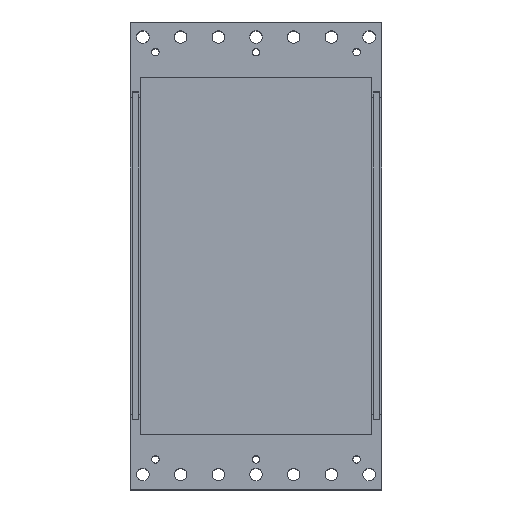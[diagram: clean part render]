
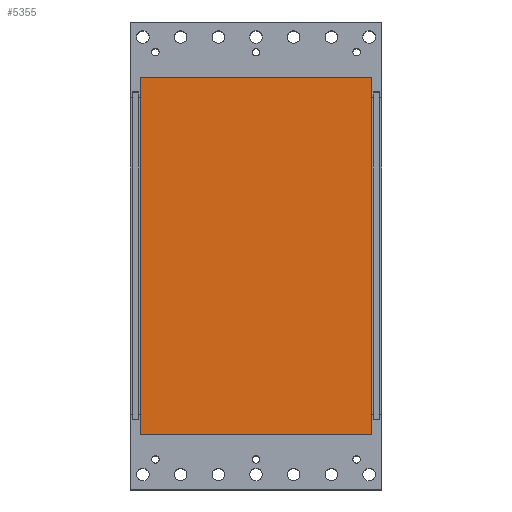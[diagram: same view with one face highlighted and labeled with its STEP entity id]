
A CAD part, top view. The second image highlights one B-rep face of the part: STEP entity #5355.
In plain terms, the highlighted planar face has unit normal (0, 0, 1).
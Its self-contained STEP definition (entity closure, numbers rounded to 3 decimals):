
#4324 = VERTEX_POINT('',#4325);
#4325 = CARTESIAN_POINT('',(-46.,71.,4.));
#4404 = VERTEX_POINT('',#4405);
#4405 = CARTESIAN_POINT('',(-46.,-71.,4.));
#4411 = EDGE_CURVE('',#4324,#4404,#4412,.T.);
#4412 = LINE('',#4413,#4414);
#4413 = CARTESIAN_POINT('',(-46.,71.,4.));
#4414 = VECTOR('',#4415,1.);
#4415 = DIRECTION('',(0.,-1.,0.));
#4586 = VERTEX_POINT('',#4587);
#4587 = CARTESIAN_POINT('',(46.,-71.,4.));
#4659 = VERTEX_POINT('',#4660);
#4660 = CARTESIAN_POINT('',(46.,71.,4.));
#4666 = EDGE_CURVE('',#4586,#4659,#4667,.T.);
#4667 = LINE('',#4668,#4669);
#4668 = CARTESIAN_POINT('',(46.,-71.,4.));
#4669 = VECTOR('',#4670,1.);
#4670 = DIRECTION('',(0.,1.,0.));
#5253 = EDGE_CURVE('',#4659,#4324,#5254,.T.);
#5254 = LINE('',#5255,#5256);
#5255 = CARTESIAN_POINT('',(46.,71.,4.));
#5256 = VECTOR('',#5257,1.);
#5257 = DIRECTION('',(-1.,0.,0.));
#5345 = EDGE_CURVE('',#4404,#4586,#5346,.T.);
#5346 = LINE('',#5347,#5348);
#5347 = CARTESIAN_POINT('',(-46.,-71.,4.));
#5348 = VECTOR('',#5349,1.);
#5349 = DIRECTION('',(1.,0.,0.));
#5355 = ADVANCED_FACE('',(#5356),#5362,.T.);
#5356 = FACE_BOUND('',#5357,.T.);
#5357 = EDGE_LOOP('',(#5358,#5359,#5360,#5361));
#5358 = ORIENTED_EDGE('',*,*,#4411,.T.);
#5359 = ORIENTED_EDGE('',*,*,#5345,.T.);
#5360 = ORIENTED_EDGE('',*,*,#4666,.T.);
#5361 = ORIENTED_EDGE('',*,*,#5253,.T.);
#5362 = PLANE('',#5363);
#5363 = AXIS2_PLACEMENT_3D('',#5364,#5365,#5366);
#5364 = CARTESIAN_POINT('',(0.,0.,4.));
#5365 = DIRECTION('',(0.,0.,1.));
#5366 = DIRECTION('',(1.,0.,0.));
